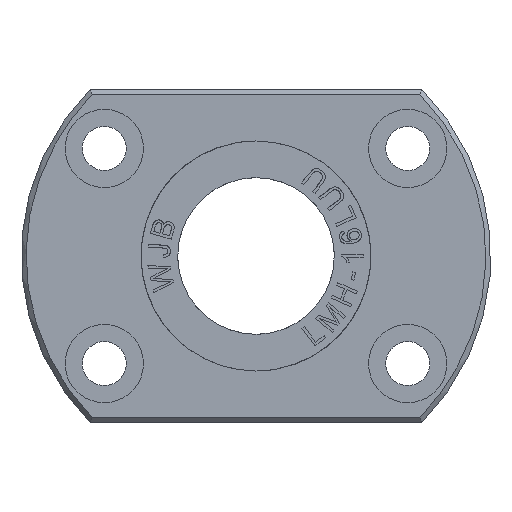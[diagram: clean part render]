
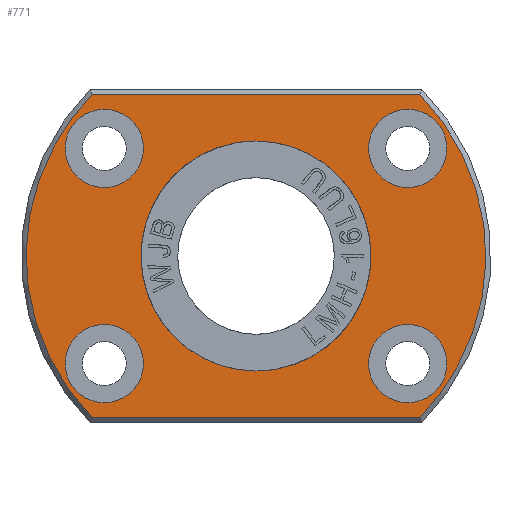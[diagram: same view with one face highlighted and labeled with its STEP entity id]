
A CAD part, left-side view. The second image highlights one B-rep face of the part: STEP entity #771.
In plain terms, the highlighted planar face has unit normal (-1, 0, 0).
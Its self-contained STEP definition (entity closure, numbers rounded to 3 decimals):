
#529=PLANE('',#6646);
#771=ADVANCED_FACE('',(#2317,#2318,#2319,#2320,#2321,#2322),#529,.T.);
#1179=CIRCLE('',#6642,4.);
#1180=CIRCLE('',#6643,4.);
#1181=CIRCLE('',#6644,4.);
#1182=CIRCLE('',#6645,4.);
#2317=FACE_BOUND('',#2422,.T.);
#2318=FACE_BOUND('',#2423,.T.);
#2319=FACE_BOUND('',#2424,.T.);
#2320=FACE_BOUND('',#2425,.T.);
#2321=FACE_BOUND('',#2426,.T.);
#2322=FACE_BOUND('',#2427,.T.);
#2422=EDGE_LOOP('',(#3108));
#2423=EDGE_LOOP('',(#3109));
#2424=EDGE_LOOP('',(#3110,#3111));
#2425=EDGE_LOOP('',(#3112,#3113,#3114,#3115));
#2426=EDGE_LOOP('',(#3116));
#2427=EDGE_LOOP('',(#3117));
#3108=ORIENTED_EDGE('',*,*,#5528,.T.);
#3109=ORIENTED_EDGE('',*,*,#5529,.T.);
#3110=ORIENTED_EDGE('',*,*,#5530,.T.);
#3111=ORIENTED_EDGE('',*,*,#5531,.T.);
#3112=ORIENTED_EDGE('',*,*,#5532,.F.);
#3113=ORIENTED_EDGE('',*,*,#5533,.F.);
#3114=ORIENTED_EDGE('',*,*,#5534,.F.);
#3115=ORIENTED_EDGE('',*,*,#5535,.F.);
#3116=ORIENTED_EDGE('',*,*,#5536,.T.);
#3117=ORIENTED_EDGE('',*,*,#5537,.T.);
#4913=VERTEX_POINT('',#9838);
#4914=VERTEX_POINT('',#9840);
#4915=VERTEX_POINT('',#9851);
#4916=VERTEX_POINT('',#9852);
#4917=VERTEX_POINT('',#9869);
#4918=VERTEX_POINT('',#9870);
#4919=VERTEX_POINT('',#9875);
#4920=VERTEX_POINT('',#9882);
#4921=VERTEX_POINT('',#9888);
#4922=VERTEX_POINT('',#9890);
#5528=EDGE_CURVE('',#4913,#4913,#1179,.T.);
#5529=EDGE_CURVE('',#4914,#4914,#1180,.T.);
#5530=EDGE_CURVE('',#4915,#4916,#6250,.T.);
#5531=EDGE_CURVE('',#4916,#4915,#6251,.T.);
#5532=EDGE_CURVE('',#4917,#4918,#6252,.T.);
#5533=EDGE_CURVE('',#4919,#4917,#6253,.T.);
#5534=EDGE_CURVE('',#4920,#4919,#6254,.T.);
#5535=EDGE_CURVE('',#4918,#4920,#6255,.T.);
#5536=EDGE_CURVE('',#4921,#4921,#1181,.T.);
#5537=EDGE_CURVE('',#4922,#4922,#1182,.T.);
#6250=B_SPLINE_CURVE_WITH_KNOTS('',3,(#9841,#9842,#9843,#9844,#9845,#9846,
#9847,#9848,#9849,#9850),.UNSPECIFIED.,.F.,.F.,(4,2,2,2,4),(0.,0.25,0.5,
0.75,1.),.UNSPECIFIED.);
#6251=B_SPLINE_CURVE_WITH_KNOTS('',3,(#9853,#9854,#9855,#9856,#9857,#9858,
#9859,#9860,#9861,#9862),.UNSPECIFIED.,.F.,.F.,(4,2,2,2,4),(0.,0.25,0.5,
0.75,1.),.UNSPECIFIED.);
#6252=B_SPLINE_CURVE_WITH_KNOTS('',3,(#9863,#9864,#9865,#9866,#9867,#9868),
 .UNSPECIFIED.,.F.,.F.,(4,2,4),(0.,0.5,1.),.UNSPECIFIED.);
#6253=B_SPLINE_CURVE_WITH_KNOTS('',3,(#9871,#9872,#9873,#9874),.UNSPECIFIED.,
 .F.,.F.,(4,4),(0.,1.),.UNSPECIFIED.);
#6254=B_SPLINE_CURVE_WITH_KNOTS('',3,(#9876,#9877,#9878,#9879,#9880,#9881),
 .UNSPECIFIED.,.F.,.F.,(4,2,4),(0.,0.5,1.),.UNSPECIFIED.);
#6255=B_SPLINE_CURVE_WITH_KNOTS('',3,(#9883,#9884,#9885,#9886),.UNSPECIFIED.,
 .F.,.F.,(4,4),(0.,1.),.UNSPECIFIED.);
#6642=AXIS2_PLACEMENT_3D('',#9837,#7196,#7197);
#6643=AXIS2_PLACEMENT_3D('',#9839,#7198,#7199);
#6644=AXIS2_PLACEMENT_3D('',#9887,#7200,#7201);
#6645=AXIS2_PLACEMENT_3D('',#9889,#7202,#7203);
#6646=AXIS2_PLACEMENT_3D('',#9891,#7204,#7205);
#7196=DIRECTION('',(1.,0.,0.));
#7197=DIRECTION('',(0.,0.,1.));
#7198=DIRECTION('',(1.,0.,0.));
#7199=DIRECTION('',(0.,0.,1.));
#7200=DIRECTION('',(1.,0.,0.));
#7201=DIRECTION('',(0.,0.,1.));
#7202=DIRECTION('',(1.,0.,0.));
#7203=DIRECTION('',(0.,0.,1.));
#7204=DIRECTION('',(-1.,0.,0.));
#7205=DIRECTION('',(0.,0.,1.));
#9837=CARTESIAN_POINT('',(0.,-15.5,10.996));
#9838=CARTESIAN_POINT('',(0.,-15.5,14.996));
#9839=CARTESIAN_POINT('',(0.,15.5,-10.996));
#9840=CARTESIAN_POINT('',(0.,15.5,-6.996));
#9841=CARTESIAN_POINT('',(0.,0.,-11.75));
#9842=CARTESIAN_POINT('',(0.,3.087,-11.75));
#9843=CARTESIAN_POINT('',(0.,6.127,-10.49));
#9844=CARTESIAN_POINT('',(0.,10.49,-6.127));
#9845=CARTESIAN_POINT('',(0.,11.75,-3.085));
#9846=CARTESIAN_POINT('',(0.,11.75,3.085));
#9847=CARTESIAN_POINT('',(0.,10.49,6.127));
#9848=CARTESIAN_POINT('',(0.,6.127,10.49));
#9849=CARTESIAN_POINT('',(0.,3.088,11.75));
#9850=CARTESIAN_POINT('',(0.,0.,11.75));
#9851=CARTESIAN_POINT('',(0.,0.,-11.75));
#9852=CARTESIAN_POINT('',(0.,0.,11.75));
#9853=CARTESIAN_POINT('',(0.,0.,11.75));
#9854=CARTESIAN_POINT('',(0.,-3.087,11.75));
#9855=CARTESIAN_POINT('',(0.,-6.127,10.49));
#9856=CARTESIAN_POINT('',(0.,-10.49,6.127));
#9857=CARTESIAN_POINT('',(0.,-11.75,3.085));
#9858=CARTESIAN_POINT('',(0.,-11.75,-3.085));
#9859=CARTESIAN_POINT('',(0.,-10.49,-6.127));
#9860=CARTESIAN_POINT('',(0.,-6.127,-10.49));
#9861=CARTESIAN_POINT('',(0.,-3.088,-11.75));
#9862=CARTESIAN_POINT('',(0.,0.,-11.75));
#9863=CARTESIAN_POINT('',(0.,-16.733,16.5));
#9864=CARTESIAN_POINT('',(0.,-21.014,12.158));
#9865=CARTESIAN_POINT('',(0.,-23.5,6.097));
#9866=CARTESIAN_POINT('',(0.,-23.5,-6.097));
#9867=CARTESIAN_POINT('',(0.,-21.014,-12.158));
#9868=CARTESIAN_POINT('',(0.,-16.733,-16.5));
#9869=CARTESIAN_POINT('',(0.,-16.733,16.5));
#9870=CARTESIAN_POINT('',(0.,-16.733,-16.5));
#9871=CARTESIAN_POINT('',(0.,16.733,16.5));
#9872=CARTESIAN_POINT('',(0.,5.578,16.5));
#9873=CARTESIAN_POINT('',(0.,-5.578,16.5));
#9874=CARTESIAN_POINT('',(0.,-16.733,16.5));
#9875=CARTESIAN_POINT('',(0.,16.733,16.5));
#9876=CARTESIAN_POINT('',(0.,16.733,-16.5));
#9877=CARTESIAN_POINT('',(0.,21.014,-12.158));
#9878=CARTESIAN_POINT('',(0.,23.5,-6.097));
#9879=CARTESIAN_POINT('',(0.,23.5,6.097));
#9880=CARTESIAN_POINT('',(0.,21.014,12.158));
#9881=CARTESIAN_POINT('',(0.,16.733,16.5));
#9882=CARTESIAN_POINT('',(0.,16.733,-16.5));
#9883=CARTESIAN_POINT('',(0.,-16.733,-16.5));
#9884=CARTESIAN_POINT('',(0.,-5.578,-16.5));
#9885=CARTESIAN_POINT('',(0.,5.578,-16.5));
#9886=CARTESIAN_POINT('',(0.,16.733,-16.5));
#9887=CARTESIAN_POINT('',(0.,-15.5,-10.996));
#9888=CARTESIAN_POINT('',(0.,-15.5,-6.996));
#9889=CARTESIAN_POINT('',(0.,15.5,10.996));
#9890=CARTESIAN_POINT('',(0.,15.5,14.996));
#9891=CARTESIAN_POINT('',(0.,-23.97,-23.5));
